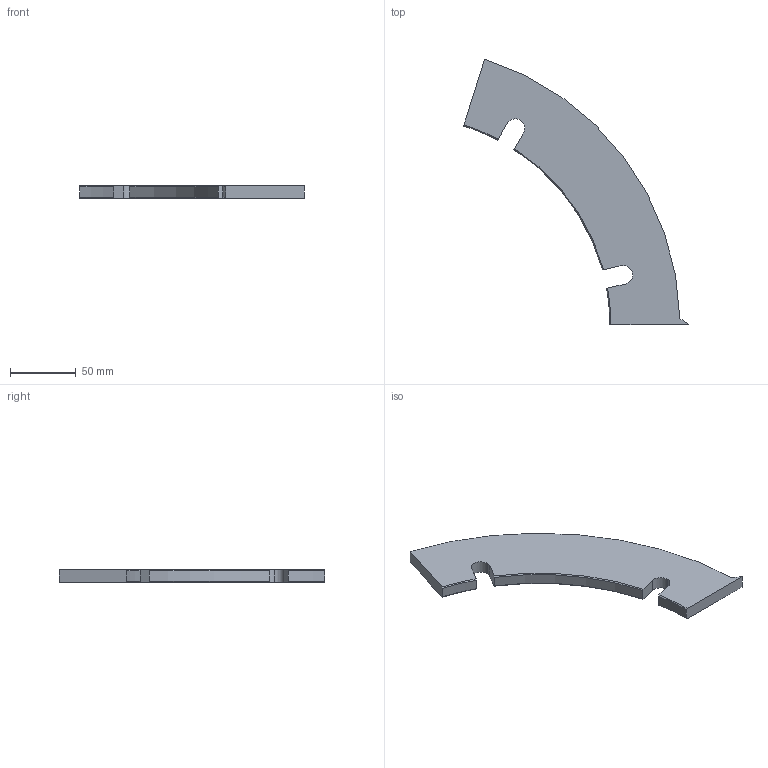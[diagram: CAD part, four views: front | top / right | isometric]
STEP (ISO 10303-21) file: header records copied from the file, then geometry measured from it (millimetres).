
FILE_DESCRIPTION (( 'STEP AP203' ), '1' );
FILE_NAME ('M2362.STEP', '2022-04-21T21:10:41', ( '' ), ( '' ), 'SwSTEP 2.0', 'SolidWorks 2020', '' );
FILE_SCHEMA (( 'CONFIG_CONTROL_DESIGN' ));
Length unit declared in the file: inch
Products named in the file (1): M2362
Bounding box: 170.42 x 201.55 x 9.49 mm (x, y, z)
Volume: 112443.2 mm3; surface area: 29874.2 mm2
Topology: 1 solids, 1 shells, 26 faces, 70 edges, 46 vertices
Faces by surface type: plane 11, cylinder 7, cone 6, torus 2
Entity records: 912 total; most frequent: CARTESIAN_POINT 167, DIRECTION 143, ORIENTED_EDGE 140, EDGE_CURVE 70, AXIS2_PLACEMENT_3D 54, VERTEX_POINT 46, VECTOR 35, LINE 35
